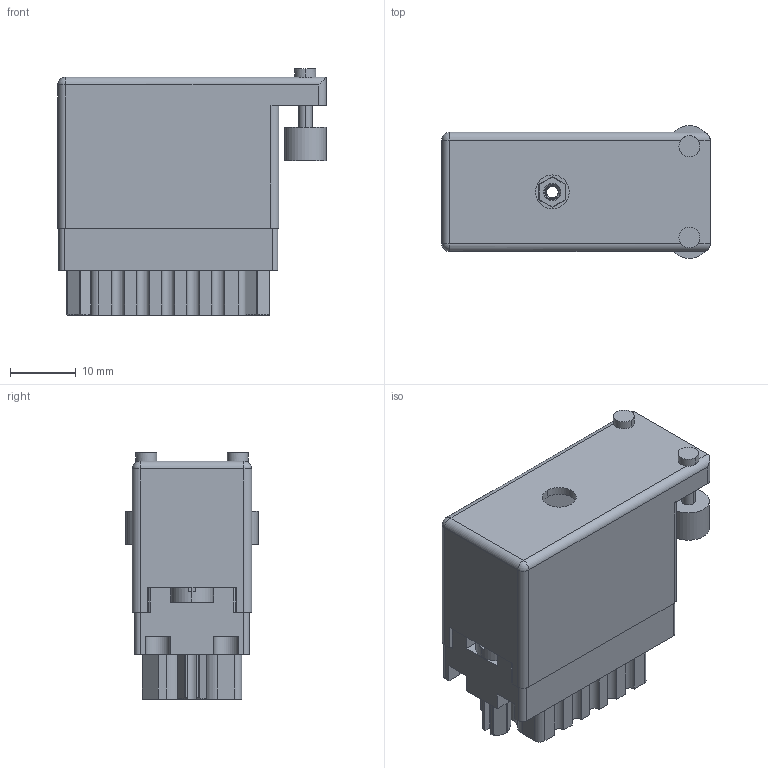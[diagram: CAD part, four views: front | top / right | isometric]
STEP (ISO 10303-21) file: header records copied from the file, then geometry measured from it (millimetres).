
FILE_DESCRIPTION (( 'STEP AP203' ), '1' );
FILE_NAME ('519-014-000-422.STEP', '2020-09-09T17:28:09', ( '' ), ( '' ), 'SwSTEP 2.0', 'SolidWorks 2020', '' );
FILE_SCHEMA (( 'CONFIG_CONTROL_DESIGN' ));
Length unit declared in the file: inch
Products named in the file (7): 519-014-000-422; 516-252-025-100_516-252-025-100; 519 Receptacle Insulator_014; 516-221-020-102_014; 516-230-001_Plastic - 020 Side Entry; 516-221-020-102_015; 516-252-021-102_014
Assembly tree (7 placements, depth 2):
  519-014-000-422
    519 Receptacle Insulator_014
    516-252-025-100_516-252-025-100
    516-252-021-102_014  x2
    516-221-020-102_014
    516-221-020-102_015
    516-230-001_Plastic - 020 Side Entry
Bounding box: 40.87 x 20.24 x 37.52 mm (x, y, z)
Volume: 10369.8 mm3; surface area: 14149.3 mm2
Topology: 7 solids, 7 shells, 768 faces, 2185 edges, 1435 vertices
Faces by surface type: plane 410, cylinder 278, cone 47, bspline 31, sphere 2
Entity records: 31378 total; most frequent: CARTESIAN_POINT 11475, ORIENTED_EDGE 4178, DIRECTION 3868, EDGE_CURVE 2089, VERTEX_POINT 1375, VECTOR 1302, LINE 1302, AXIS2_PLACEMENT_3D 1283
